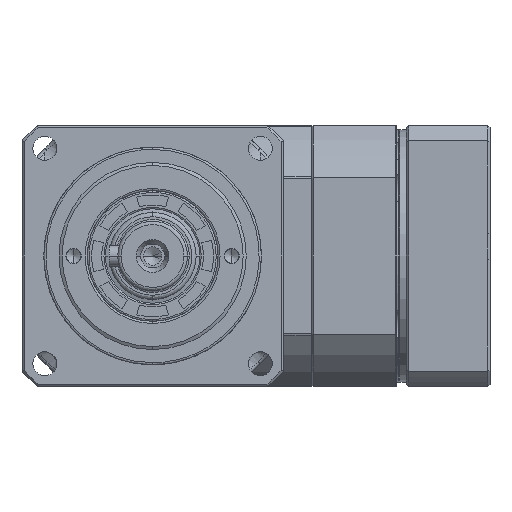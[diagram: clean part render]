
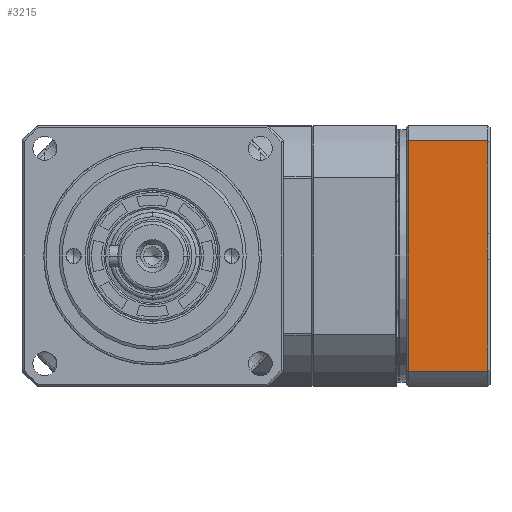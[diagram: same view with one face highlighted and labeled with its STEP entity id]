
A CAD part, left-side view. The second image highlights one B-rep face of the part: STEP entity #3215.
In plain terms, the highlighted face is planar.
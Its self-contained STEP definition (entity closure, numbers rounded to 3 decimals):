
#767 = EDGE_CURVE ( 'NONE', #11864, #16657, #34860, .T. ) ;
#1242 = VECTOR ( 'NONE', #32342, 1000. ) ;
#1329 = LINE ( 'NONE', #29192, #1242 ) ;
#1529 = VECTOR ( 'NONE', #41417, 1000. ) ;
#1656 = LINE ( 'NONE', #12188, #1529 ) ;
#1820 = VERTEX_POINT ( 'NONE', #39740 ) ;
#3215 = ADVANCED_FACE ( 'NONE', ( #33594 ), #28522, .T. ) ;
#4427 = ORIENTED_EDGE ( 'NONE', *, *, #7332, .T. ) ;
#4545 = CARTESIAN_POINT ( 'NONE',  ( 6.3, 30., -26.458 ) ) ;
#5145 = CARTESIAN_POINT ( 'NONE',  ( 24.5, 30., -26.458 ) ) ;
#7332 = EDGE_CURVE ( 'NONE', #8953, #1820, #1656, .T. ) ;
#8953 = VERTEX_POINT ( 'NONE', #24492 ) ;
#9068 = ORIENTED_EDGE ( 'NONE', *, *, #767, .F. ) ;
#9096 = AXIS2_PLACEMENT_3D ( 'NONE', #18486, #11847, #34887 ) ;
#11847 = DIRECTION ( 'NONE',  ( 0., 1., 0. ) ) ;
#11864 = VERTEX_POINT ( 'NONE', #4545 ) ;
#12188 = CARTESIAN_POINT ( 'NONE',  ( -51., 30., 26.458 ) ) ;
#12707 = LINE ( 'NONE', #34418, #12797 ) ;
#12797 = VECTOR ( 'NONE', #34826, 1000. ) ;
#13708 = EDGE_CURVE ( 'NONE', #27236, #16657, #12707, .T. ) ;
#14621 = DIRECTION ( 'NONE',  ( 0., 0., -1. ) ) ;
#16413 = CARTESIAN_POINT ( 'NONE',  ( 24.5, 30., -5.165 ) ) ;
#16657 = VERTEX_POINT ( 'NONE', #5145 ) ;
#18486 = CARTESIAN_POINT ( 'NONE',  ( -51., 30., -26.458 ) ) ;
#18605 = ORIENTED_EDGE ( 'NONE', *, *, #32821, .T. ) ;
#19515 = CARTESIAN_POINT ( 'NONE',  ( 24.5, 30., -26.458 ) ) ;
#24204 = CARTESIAN_POINT ( 'NONE',  ( -51., 30., -26.458 ) ) ;
#24389 = ORIENTED_EDGE ( 'NONE', *, *, #13708, .T. ) ;
#24492 = CARTESIAN_POINT ( 'NONE',  ( 6.3, 30., 26.458 ) ) ;
#27236 = VERTEX_POINT ( 'NONE', #16413 ) ;
#27867 = VECTOR ( 'NONE', #39089, 1000. ) ;
#28038 = LINE ( 'NONE', #19515, #27867 ) ;
#28522 = PLANE ( 'NONE',  #9096 ) ;
#29192 = CARTESIAN_POINT ( 'NONE',  ( 6.3, 30., -26.458 ) ) ;
#31916 = ORIENTED_EDGE ( 'NONE', *, *, #35943, .T. ) ;
#32342 = DIRECTION ( 'NONE',  ( 0., 0., 1. ) ) ;
#32821 = EDGE_CURVE ( 'NONE', #11864, #8953, #1329, .T. ) ;
#33508 = EDGE_CURVE ( 'NONE', #34103, #27236, #40874, .T. ) ;
#33594 = FACE_OUTER_BOUND ( 'NONE', #39124, .T. ) ;
#34103 = VERTEX_POINT ( 'NONE', #40518 ) ;
#34307 = CARTESIAN_POINT ( 'NONE',  ( 24.5, 30., -26.458 ) ) ;
#34418 = CARTESIAN_POINT ( 'NONE',  ( 24.5, 30., -26.458 ) ) ;
#34527 = VECTOR ( 'NONE', #35098, 1000. ) ;
#34826 = DIRECTION ( 'NONE',  ( 0., 0., -1. ) ) ;
#34860 = LINE ( 'NONE', #24204, #34527 ) ;
#34887 = DIRECTION ( 'NONE',  ( 0., 0., 1. ) ) ;
#35098 = DIRECTION ( 'NONE',  ( 1., 0., 0. ) ) ;
#35943 = EDGE_CURVE ( 'NONE', #1820, #34103, #28038, .T. ) ;
#39089 = DIRECTION ( 'NONE',  ( 0., 0., -1. ) ) ;
#39124 = EDGE_LOOP ( 'NONE', ( #31916, #39825, #24389, #9068, #18605, #4427 ) ) ;
#39740 = CARTESIAN_POINT ( 'NONE',  ( 24.5, 30., 26.458 ) ) ;
#39825 = ORIENTED_EDGE ( 'NONE', *, *, #33508, .T. ) ;
#40518 = CARTESIAN_POINT ( 'NONE',  ( 24.5, 30., 0.767 ) ) ;
#40793 = VECTOR ( 'NONE', #14621, 1000. ) ;
#40874 = LINE ( 'NONE', #34307, #40793 ) ;
#41417 = DIRECTION ( 'NONE',  ( 1., 0., 0. ) ) ;
